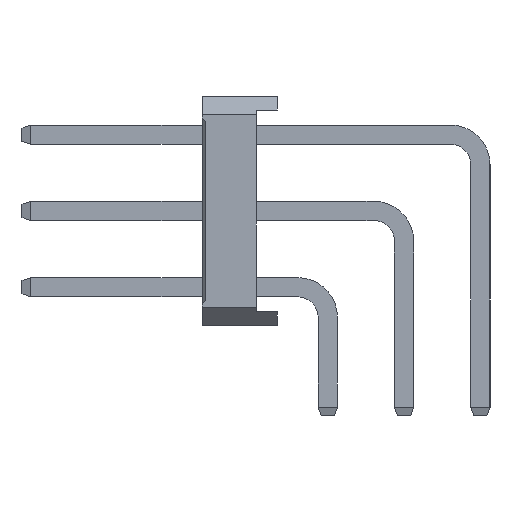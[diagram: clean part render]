
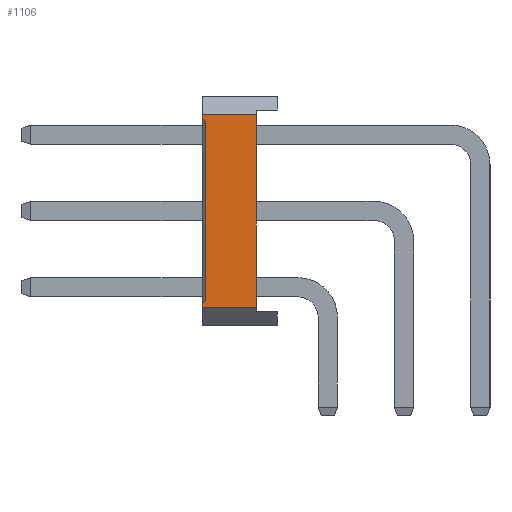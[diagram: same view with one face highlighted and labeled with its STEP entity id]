
A CAD part, left-side view. The second image highlights one B-rep face of the part: STEP entity #1106.
In plain terms, the highlighted planar face has unit normal (-1, 0, 0).
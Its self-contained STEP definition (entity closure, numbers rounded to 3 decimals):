
#1106=ADVANCED_FACE('',(#12078),#12080,.T.);
#12078=FACE_BOUND('',#12079,.T.);
#12079=EDGE_LOOP('',(#20997,#20998,#20999,#21000,#21001,#21002,#21003,#21004));
#12080=PLANE('',#12081);
#12081=AXIS2_PLACEMENT_3D('',#12082,#12083,#12084);
#12082=CARTESIAN_POINT('',(-1.27,1.68,0.6));
#12083=DIRECTION('',(-1.,0.,0.));
#12084=DIRECTION('',(0.,0.,1.));
#20997=ORIENTED_EDGE('',*,*,#26742,.F.);
#20998=ORIENTED_EDGE('',*,*,#26743,.T.);
#20999=ORIENTED_EDGE('',*,*,#26744,.F.);
#21000=ORIENTED_EDGE('',*,*,#26108,.F.);
#21001=ORIENTED_EDGE('',*,*,#26745,.F.);
#21002=ORIENTED_EDGE('',*,*,#25792,.T.);
#21003=ORIENTED_EDGE('',*,*,#26741,.T.);
#21004=ORIENTED_EDGE('',*,*,#26112,.F.);
#25792=EDGE_CURVE('',#28784,#28782,#28785,.T.);
#26108=EDGE_CURVE('',#29414,#29416,#29417,.T.);
#26112=EDGE_CURVE('',#29422,#29424,#29425,.T.);
#26741=EDGE_CURVE('',#28782,#29424,#30565,.T.);
#26742=EDGE_CURVE('',#30566,#29422,#30567,.F.);
#26743=EDGE_CURVE('',#30566,#30568,#30569,.T.);
#26744=EDGE_CURVE('',#29416,#30568,#30570,.F.);
#26745=EDGE_CURVE('',#28784,#29414,#30571,.T.);
#28782=VERTEX_POINT('',#33646);
#28784=VERTEX_POINT('',#33650);
#28785=LINE('',#33651,#33652);
#29414=VERTEX_POINT('',#34910);
#29416=VERTEX_POINT('',#34914);
#29417=LINE('',#34915,#34916);
#29422=VERTEX_POINT('',#34926);
#29424=VERTEX_POINT('',#34930);
#29425=LINE('',#34931,#34932);
#30565=LINE('',#37385,#37386);
#30566=VERTEX_POINT('',#37388);
#30567=LINE('',#37389,#37390);
#30568=VERTEX_POINT('',#37392);
#30569=LINE('',#37393,#37394);
#30570=LINE('',#37396,#37397);
#30571=LINE('',#37399,#37400);
#33646=CARTESIAN_POINT('',(-1.27,2.38,7.02));
#33650=CARTESIAN_POINT('',(-1.27,2.38,0.6));
#33651=CARTESIAN_POINT('',(-1.27,2.38,0.6));
#33652=VECTOR('',#33653,1.);
#33653=DIRECTION('',(0.,0.,1.));
#34910=CARTESIAN_POINT('',(-1.27,4.18,0.6));
#34914=CARTESIAN_POINT('',(-1.27,4.18,0.72));
#34915=CARTESIAN_POINT('',(-1.27,4.18,0.6));
#34916=VECTOR('',#34917,1.);
#34917=DIRECTION('',(0.,0.,1.));
#34926=CARTESIAN_POINT('',(-1.27,4.18,6.9));
#34930=CARTESIAN_POINT('',(-1.27,4.18,7.02));
#34931=CARTESIAN_POINT('',(-1.27,4.18,6.9));
#34932=VECTOR('',#34933,1.);
#34933=DIRECTION('',(0.,0.,1.));
#37385=CARTESIAN_POINT('',(-1.27,2.38,7.02));
#37386=VECTOR('',#37387,1.);
#37387=DIRECTION('',(0.,1.,0.));
#37388=CARTESIAN_POINT('',(-1.27,4.08,6.8));
#37389=CARTESIAN_POINT('',(-1.27,4.18,6.9));
#37390=VECTOR('',#37391,1.);
#37391=DIRECTION('',(0.,-0.707,-0.707));
#37392=CARTESIAN_POINT('',(-1.27,4.08,0.82));
#37393=CARTESIAN_POINT('',(-1.27,4.08,6.8));
#37394=VECTOR('',#37395,1.);
#37395=DIRECTION('',(0.,0.,-1.));
#37396=CARTESIAN_POINT('',(-1.27,4.08,0.82));
#37397=VECTOR('',#37398,1.);
#37398=DIRECTION('',(0.,0.707,-0.707));
#37399=CARTESIAN_POINT('',(-1.27,2.38,0.6));
#37400=VECTOR('',#37401,1.);
#37401=DIRECTION('',(0.,1.,0.));
